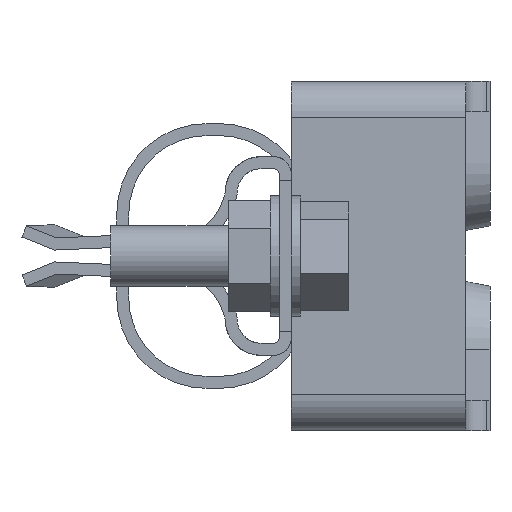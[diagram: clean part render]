
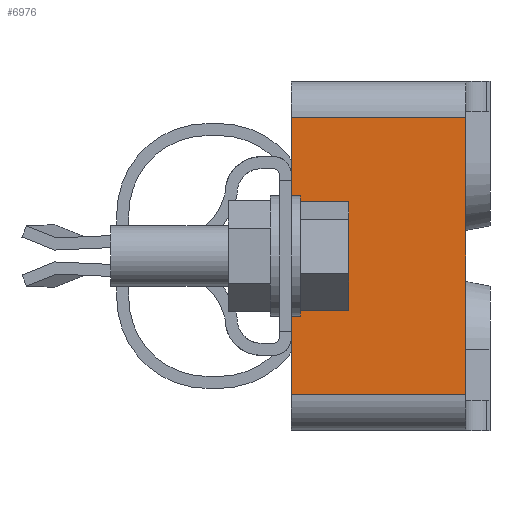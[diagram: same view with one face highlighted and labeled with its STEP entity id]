
A CAD part, left-side view. The second image highlights one B-rep face of the part: STEP entity #6976.
In plain terms, the highlighted planar face has unit normal (-1, 0, 0).
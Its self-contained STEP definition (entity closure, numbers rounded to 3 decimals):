
#108 = VERTEX_POINT ( 'NONE', #12474 ) ;
#116 = EDGE_CURVE ( 'NONE', #1990, #108, #14005, .T. ) ;
#158 = VECTOR ( 'NONE', #13804, 1000. ) ;
#522 = LINE ( 'NONE', #12606, #158 ) ;
#1182 = VERTEX_POINT ( 'NONE', #9742 ) ;
#1349 = VECTOR ( 'NONE', #6649, 1000. ) ;
#1599 = LINE ( 'NONE', #13909, #9518 ) ;
#1990 = VERTEX_POINT ( 'NONE', #5649 ) ;
#2005 = CARTESIAN_POINT ( 'NONE',  ( -71., 33., 29. ) ) ;
#3115 = CARTESIAN_POINT ( 'NONE',  ( -71., 33., 29. ) ) ;
#3192 = DIRECTION ( 'NONE',  ( 1., 0., 0. ) ) ;
#3539 = VECTOR ( 'NONE', #6353, 1000. ) ;
#3942 = EDGE_CURVE ( 'NONE', #7093, #14088, #1599, .T. ) ;
#4498 = LINE ( 'NONE', #3115, #1349 ) ;
#4573 = VECTOR ( 'NONE', #14202, 1000. ) ;
#4744 = ORIENTED_EDGE ( 'NONE', *, *, #14891, .T. ) ;
#5496 = PLANE ( 'NONE',  #13586 ) ;
#5649 = CARTESIAN_POINT ( 'NONE',  ( -71., 33., -23. ) ) ;
#6037 = ORIENTED_EDGE ( 'NONE', *, *, #7490, .F. ) ;
#6353 = DIRECTION ( 'NONE',  ( 0., -1., 0. ) ) ;
#6553 = EDGE_CURVE ( 'NONE', #14088, #1182, #12997, .T. ) ;
#6649 = DIRECTION ( 'NONE',  ( 0., 0., 1. ) ) ;
#6813 = DIRECTION ( 'NONE',  ( 0., 0., 1. ) ) ;
#6976 = ADVANCED_FACE ( 'NONE', ( #11531 ), #5496, .F. ) ;
#6993 = ORIENTED_EDGE ( 'NONE', *, *, #6553, .T. ) ;
#7093 = VERTEX_POINT ( 'NONE', #15284 ) ;
#7279 = CARTESIAN_POINT ( 'NONE',  ( -71., 4., 23. ) ) ;
#7490 = EDGE_CURVE ( 'NONE', #12630, #1182, #4498, .T. ) ;
#8942 = CARTESIAN_POINT ( 'NONE',  ( -71., 33., -23. ) ) ;
#8955 = EDGE_LOOP ( 'NONE', ( #11925, #4744, #15313, #6993, #6037, #15234 ) ) ;
#9518 = VECTOR ( 'NONE', #6813, 1000. ) ;
#9624 = DIRECTION ( 'NONE',  ( 0., 1., 0. ) ) ;
#9742 = CARTESIAN_POINT ( 'NONE',  ( -71., 33., 23. ) ) ;
#9834 = VECTOR ( 'NONE', #9624, 1000. ) ;
#10969 = EDGE_CURVE ( 'NONE', #108, #12630, #522, .T. ) ;
#11446 = DIRECTION ( 'NONE',  ( 0., 0., -1. ) ) ;
#11531 = FACE_OUTER_BOUND ( 'NONE', #8955, .T. ) ;
#11925 = ORIENTED_EDGE ( 'NONE', *, *, #116, .F. ) ;
#11961 = CARTESIAN_POINT ( 'NONE',  ( -71., 33., 23. ) ) ;
#12474 = CARTESIAN_POINT ( 'NONE',  ( -71., 33., -12.5 ) ) ;
#12606 = CARTESIAN_POINT ( 'NONE',  ( -71., 33., 29. ) ) ;
#12630 = VERTEX_POINT ( 'NONE', #13779 ) ;
#12945 = LINE ( 'NONE', #8942, #3539 ) ;
#12997 = LINE ( 'NONE', #11961, #9834 ) ;
#13586 = AXIS2_PLACEMENT_3D ( 'NONE', #2005, #3192, #11446 ) ;
#13779 = CARTESIAN_POINT ( 'NONE',  ( -71., 33., 12.5 ) ) ;
#13804 = DIRECTION ( 'NONE',  ( 0., 0., 1. ) ) ;
#13909 = CARTESIAN_POINT ( 'NONE',  ( -71., 4., -29. ) ) ;
#14005 = LINE ( 'NONE', #14297, #4573 ) ;
#14088 = VERTEX_POINT ( 'NONE', #7279 ) ;
#14202 = DIRECTION ( 'NONE',  ( 0., 0., 1. ) ) ;
#14297 = CARTESIAN_POINT ( 'NONE',  ( -71., 33., 29. ) ) ;
#14891 = EDGE_CURVE ( 'NONE', #1990, #7093, #12945, .T. ) ;
#15234 = ORIENTED_EDGE ( 'NONE', *, *, #10969, .F. ) ;
#15284 = CARTESIAN_POINT ( 'NONE',  ( -71., 4., -23. ) ) ;
#15313 = ORIENTED_EDGE ( 'NONE', *, *, #3942, .T. ) ;
